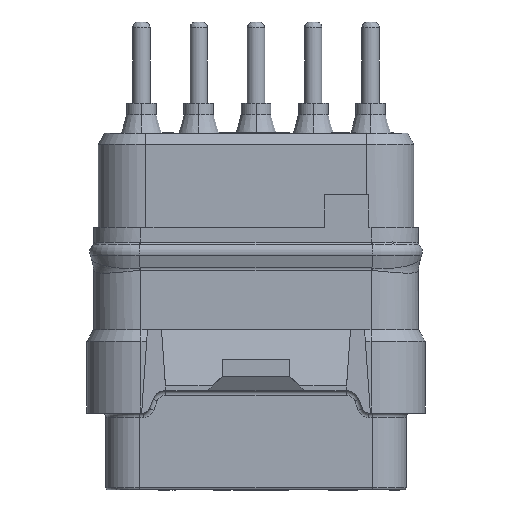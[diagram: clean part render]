
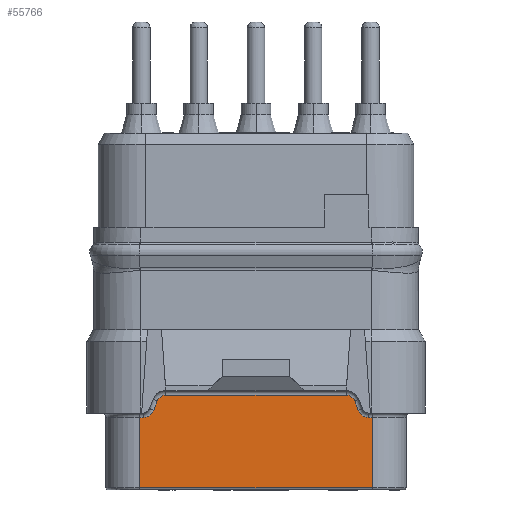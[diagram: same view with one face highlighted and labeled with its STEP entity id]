
A CAD part, front view. The second image highlights one B-rep face of the part: STEP entity #55766.
In plain terms, the highlighted planar face has unit normal (0, -1, 0).
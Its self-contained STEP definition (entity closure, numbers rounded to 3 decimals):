
#2779=DIRECTION('',(-1.,0.,0.));
#2780=VECTOR('',#2779,0.15);
#2781=CARTESIAN_POINT('',(5.15,-5.775,-8.43));
#2782=LINE('',#2781,#2780);
#2783=DIRECTION('',(0.,0.,-1.));
#2784=VECTOR('',#2783,3.11);
#2785=CARTESIAN_POINT('',(5.15,-5.775,-8.43));
#2786=LINE('',#2785,#2784);
#2787=DIRECTION('',(-1.,0.,0.));
#2788=VECTOR('',#2787,0.15);
#2789=CARTESIAN_POINT('',(-5.,-5.775,-8.43));
#2790=LINE('',#2789,#2788);
#2791=CARTESIAN_POINT('',(-5.,-5.775,-7.93));
#2792=DIRECTION('',(0.,1.,0.));
#2793=DIRECTION('',(0.935,0.,-0.354));
#2794=AXIS2_PLACEMENT_3D('',#2791,#2792,#2793);
#2796=DIRECTION('',(-0.354,0.,-0.935));
#2797=VECTOR('',#2796,0.447);
#2798=CARTESIAN_POINT('',(-4.374,-5.775,-7.689));
#2799=LINE('',#2798,#2797);
#2800=CARTESIAN_POINT('',(-4.,-5.775,-7.83));
#2801=DIRECTION('',(0.,-1.,0.));
#2802=DIRECTION('',(0.,0.,1.));
#2803=AXIS2_PLACEMENT_3D('',#2800,#2801,#2802);
#2805=DIRECTION('',(-1.,0.,0.));
#2806=VECTOR('',#2805,8.);
#2807=CARTESIAN_POINT('',(4.,-5.775,-7.43));
#2808=LINE('',#2807,#2806);
#2809=CARTESIAN_POINT('',(4.,-5.775,-7.83));
#2810=DIRECTION('',(0.,-1.,0.));
#2811=DIRECTION('',(0.935,0.,0.354));
#2812=AXIS2_PLACEMENT_3D('',#2809,#2810,#2811);
#2814=DIRECTION('',(-0.354,0.,0.935));
#2815=VECTOR('',#2814,0.447);
#2816=CARTESIAN_POINT('',(4.532,-5.775,-8.107));
#2817=LINE('',#2816,#2815);
#2818=CARTESIAN_POINT('',(5.,-5.775,-7.93));
#2819=DIRECTION('',(0.,1.,0.));
#2820=DIRECTION('',(0.,0.,-1.));
#2821=AXIS2_PLACEMENT_3D('',#2818,#2819,#2820);
#2915=DIRECTION('',(0.,0.,-1.));
#2916=VECTOR('',#2915,3.11);
#2917=CARTESIAN_POINT('',(-5.15,-5.775,-8.43));
#2918=LINE('',#2917,#2916);
#4562=DIRECTION('',(-1.,0.,0.));
#4563=VECTOR('',#4562,10.3);
#4564=CARTESIAN_POINT('',(5.15,-5.775,-11.54));
#4565=LINE('',#4564,#4563);
#41564=CARTESIAN_POINT('',(5.15,-5.775,-11.54));
#41565=VERTEX_POINT('',#41564);
#41566=CARTESIAN_POINT('',(-5.15,-5.775,-11.54));
#41567=VERTEX_POINT('',#41566);
#44484=CARTESIAN_POINT('',(5.15,-5.775,-8.43));
#44485=CARTESIAN_POINT('',(5.,-5.775,-8.43));
#44486=VERTEX_POINT('',#44484);
#44487=VERTEX_POINT('',#44485);
#44490=CARTESIAN_POINT('',(4.532,-5.775,-8.107));
#44491=VERTEX_POINT('',#44490);
#44494=CARTESIAN_POINT('',(4.374,-5.775,-7.689));
#44495=VERTEX_POINT('',#44494);
#44496=CARTESIAN_POINT('',(4.,-5.775,-7.43));
#44497=VERTEX_POINT('',#44496);
#44498=CARTESIAN_POINT('',(-4.,-5.775,-7.43));
#44499=VERTEX_POINT('',#44498);
#44500=CARTESIAN_POINT('',(-4.374,-5.775,-7.689));
#44501=VERTEX_POINT('',#44500);
#44506=CARTESIAN_POINT('',(-4.532,-5.775,-8.107));
#44507=VERTEX_POINT('',#44506);
#44510=CARTESIAN_POINT('',(-5.,-5.775,-8.43));
#44511=VERTEX_POINT('',#44510);
#44514=CARTESIAN_POINT('',(-5.15,-5.775,-8.43));
#44515=VERTEX_POINT('',#44514);
#55744=CARTESIAN_POINT('',(5.15,-5.775,-8.23));
#55745=DIRECTION('',(0.,-1.,0.));
#55746=DIRECTION('',(-1.,0.,0.));
#55747=AXIS2_PLACEMENT_3D('',#55744,#55745,#55746);
#55748=PLANE('',#55747);
#55749=ORIENTED_EDGE('',*,*,#55351,.F.);
#55751=ORIENTED_EDGE('',*,*,#55750,.T.);
#55753=ORIENTED_EDGE('',*,*,#55752,.T.);
#55755=ORIENTED_EDGE('',*,*,#55754,.F.);
#55756=ORIENTED_EDGE('',*,*,#55651,.F.);
#55757=ORIENTED_EDGE('',*,*,#55666,.F.);
#55758=ORIENTED_EDGE('',*,*,#55738,.F.);
#55759=ORIENTED_EDGE('',*,*,#55239,.F.);
#55760=ORIENTED_EDGE('',*,*,#55254,.F.);
#55761=ORIENTED_EDGE('',*,*,#55269,.F.);
#55762=ORIENTED_EDGE('',*,*,#55310,.F.);
#55763=ORIENTED_EDGE('',*,*,#55325,.F.);
#55764=EDGE_LOOP('',(#55749,#55751,#55753,#55755,#55756,#55757,#55758,#55759,
#55760,#55761,#55762,#55763));
#55765=FACE_OUTER_BOUND('',#55764,.F.);
#55766=ADVANCED_FACE('',(#55765),#55748,.T.);
#2795=CIRCLE('',#2794,0.5);
#2804=CIRCLE('',#2803,0.4);
#2813=CIRCLE('',#2812,0.4);
#2822=CIRCLE('',#2821,0.5);
#55239=EDGE_CURVE('',#44499,#44501,#2804,.T.);
#55254=EDGE_CURVE('',#44497,#44499,#2808,.T.);
#55269=EDGE_CURVE('',#44495,#44497,#2813,.T.);
#55310=EDGE_CURVE('',#44491,#44495,#2817,.T.);
#55325=EDGE_CURVE('',#44487,#44491,#2822,.T.);
#55351=EDGE_CURVE('',#44486,#44487,#2782,.T.);
#55651=EDGE_CURVE('',#44511,#44515,#2790,.T.);
#55666=EDGE_CURVE('',#44507,#44511,#2795,.T.);
#55738=EDGE_CURVE('',#44501,#44507,#2799,.T.);
#55750=EDGE_CURVE('',#44486,#41565,#2786,.T.);
#55752=EDGE_CURVE('',#41565,#41567,#4565,.T.);
#55754=EDGE_CURVE('',#44515,#41567,#2918,.T.);
